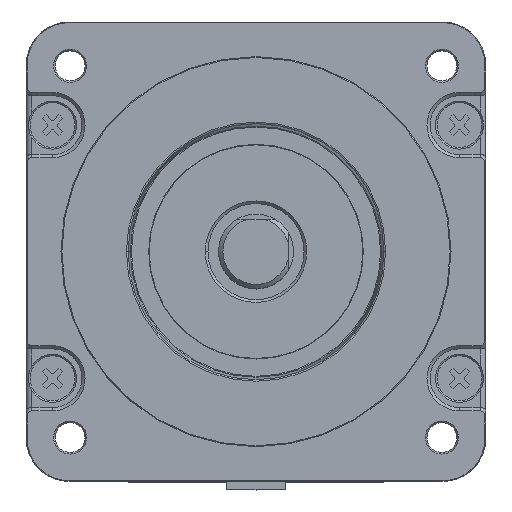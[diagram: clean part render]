
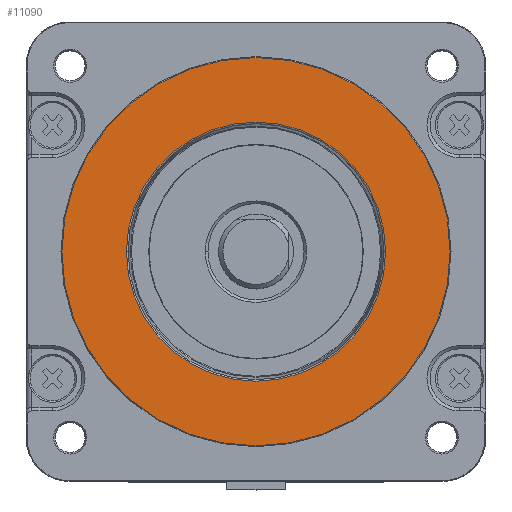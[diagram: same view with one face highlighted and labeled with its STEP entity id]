
A CAD part, top view. The second image highlights one B-rep face of the part: STEP entity #11090.
In plain terms, the highlighted planar face has unit normal (0, 0, 1).
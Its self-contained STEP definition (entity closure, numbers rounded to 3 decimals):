
#10150=CARTESIAN_POINT('',(24.254,0.,
1.5));
#10160=VERTEX_POINT('',#10150);
#10190=CARTESIAN_POINT('',(0.,0.,1.5
));
#10200=DIRECTION('',(0.,0.,1.));
#10210=DIRECTION('',(1.,0.,-0.));
#10220=AXIS2_PLACEMENT_3D('',#10190,#10200,#10210);
#10230=CIRCLE('',#10220,24.254);
#10240=CARTESIAN_POINT('',(-24.254,0.,
1.5));
#10250=VERTEX_POINT('',#10240);
#10260=EDGE_CURVE('',#10250,#10160,#10230,.T.);
#10840=CARTESIAN_POINT('',(-36.786,36.786,1.5));
#10850=DIRECTION('',(0.,0.,-1.));
#10860=DIRECTION('',(-1.,0.,-0.));
#10870=AXIS2_PLACEMENT_3D('',#10840,#10850,#10860);
#10880=PLANE('',#10870);
#10890=CARTESIAN_POINT('',(0.,0.,1.5
));
#10900=DIRECTION('',(0.,0.,-1.));
#10910=DIRECTION('',(-1.,0.,-0.));
#10920=AXIS2_PLACEMENT_3D('',#10890,#10900,#10910);
#10930=CIRCLE('',#10920,36.35);
#10940=CARTESIAN_POINT('',(36.35,0.,1.5));
#10950=VERTEX_POINT('',#10940);
#10960=CARTESIAN_POINT('',(-36.35,0.,1.5));
#10970=VERTEX_POINT('',#10960);
#10980=EDGE_CURVE('',#10950,#10970,#10930,.T.);
#10990=ORIENTED_EDGE('',*,*,#10980,.F.);
#11000=EDGE_CURVE('',#10970,#10950,#10930,.T.);
#11010=ORIENTED_EDGE('',*,*,#11000,.F.);
#11020=EDGE_LOOP('',(#11010,#10990));
#11030=FACE_OUTER_BOUND('',#11020,.T.);
#11040=ORIENTED_EDGE('',*,*,#10260,.F.);
#11050=EDGE_CURVE('',#10160,#10250,#10230,.T.);
#11060=ORIENTED_EDGE('',*,*,#11050,.F.);
#11070=EDGE_LOOP('',(#11060,#11040));
#11080=FACE_BOUND('',#11070,.T.);
#11090=ADVANCED_FACE('',(#11030,#11080),#10880,.F.);
